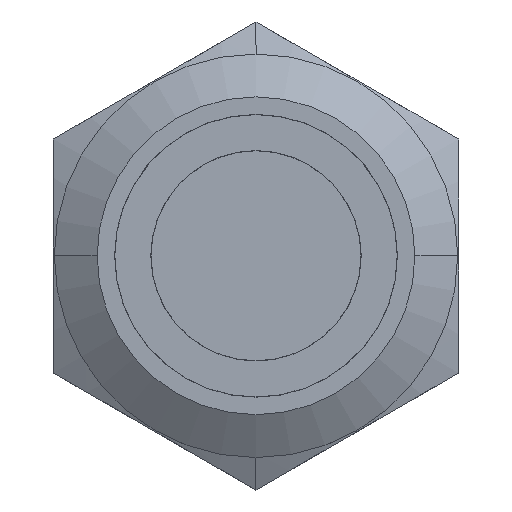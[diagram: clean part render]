
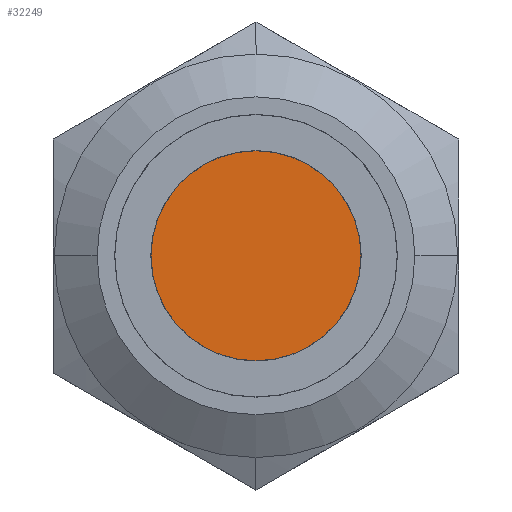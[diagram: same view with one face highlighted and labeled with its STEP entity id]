
A CAD part, top view. The second image highlights one B-rep face of the part: STEP entity #32249.
In plain terms, the highlighted planar face has unit normal (0, 0, 1).
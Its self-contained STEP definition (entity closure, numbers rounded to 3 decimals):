
#2452 = DIRECTION ( 'NONE',  ( 1., 0., 0. ) ) ;
#3736 = CARTESIAN_POINT ( 'NONE',  ( 5.7, 0., 19. ) ) ;
#5895 = AXIS2_PLACEMENT_3D ( 'NONE', #37781, #30410, #2452 ) ;
#5898 = VERTEX_POINT ( 'NONE', #22753 ) ;
#9259 = CARTESIAN_POINT ( 'NONE',  ( 0., 0., 19. ) ) ;
#12613 = ORIENTED_EDGE ( 'NONE', *, *, #33799, .T. ) ;
#13097 = EDGE_CURVE ( 'NONE', #5898, #17423, #24151, .T. ) ;
#17423 = VERTEX_POINT ( 'NONE', #3736 ) ;
#22753 = CARTESIAN_POINT ( 'NONE',  ( -5.7, 0., 19. ) ) ;
#24151 = CIRCLE ( 'NONE', #35979, 5.7 ) ;
#26184 = CIRCLE ( 'NONE', #45283, 5.7 ) ;
#27388 = PLANE ( 'NONE',  #5895 ) ;
#30410 = DIRECTION ( 'NONE',  ( 0., 0., 1. ) ) ;
#31562 = DIRECTION ( 'NONE',  ( 0., 0., 1. ) ) ;
#32249 = ADVANCED_FACE ( 'NONE', ( #44474 ), #27388, .T. ) ;
#33799 = EDGE_CURVE ( 'NONE', #17423, #5898, #26184, .T. ) ;
#35018 = EDGE_LOOP ( 'NONE', ( #12613, #44615 ) ) ;
#35979 = AXIS2_PLACEMENT_3D ( 'NONE', #38724, #31562, #45640 ) ;
#37414 = DIRECTION ( 'NONE',  ( 0., 0., 1. ) ) ;
#37781 = CARTESIAN_POINT ( 'NONE',  ( 0., 0., 19. ) ) ;
#38724 = CARTESIAN_POINT ( 'NONE',  ( 0., 0., 19. ) ) ;
#40652 = DIRECTION ( 'NONE',  ( 1., 0., 0. ) ) ;
#44474 = FACE_OUTER_BOUND ( 'NONE', #35018, .T. ) ;
#44615 = ORIENTED_EDGE ( 'NONE', *, *, #13097, .T. ) ;
#45283 = AXIS2_PLACEMENT_3D ( 'NONE', #9259, #37414, #40652 ) ;
#45640 = DIRECTION ( 'NONE',  ( 1., 0., 0. ) ) ;
